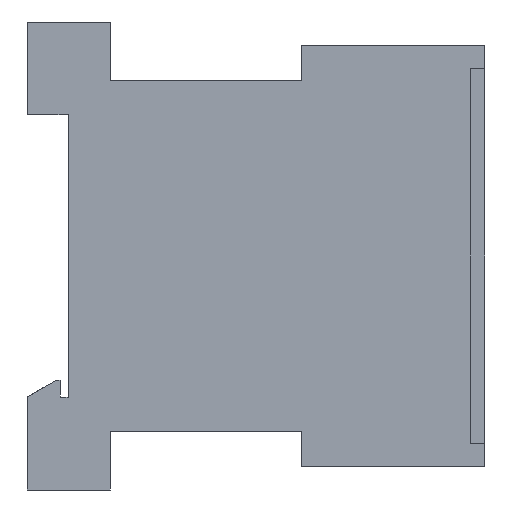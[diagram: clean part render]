
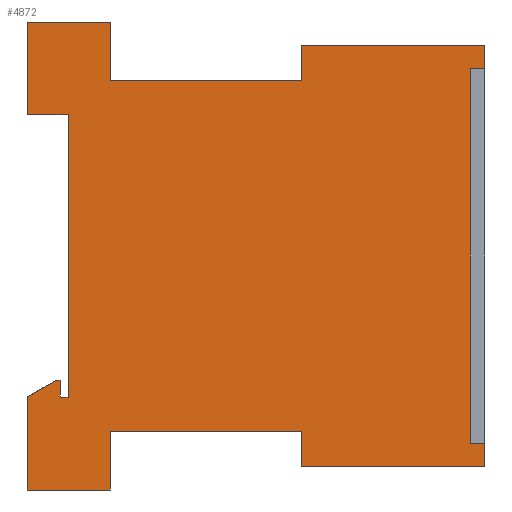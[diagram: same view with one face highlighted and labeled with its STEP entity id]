
A CAD part, left-side view. The second image highlights one B-rep face of the part: STEP entity #4872.
In plain terms, the highlighted planar face has unit normal (-1, 0, 0).
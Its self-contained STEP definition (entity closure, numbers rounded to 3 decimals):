
#3811=CARTESIAN_POINT('POINT15694',(-22.501,-56.7,
   -23.2));
#3812=VERTEX_POINT('VERTEX15694',#3811);
#3815=CARTESIAN_POINT('POINT15695',(-22.501,-56.7,
   -26.1));
#3816=VERTEX_POINT('VERTEX15695',#3815);
#3817=CARTESIAN_POINT('POS28657',(-22.501,-56.7,
   -29.));
#3818=DIRECTION('DIR37961',(0.,0.,1.));
#3819=VECTOR('VEC19353',#3818,25.4);
#3820=LINE('STRAIGHT19353',#3817,#3819);
#3821=EDGE_CURVE('EDGE23622',#3816,#3812,#3820,.T.);
#3831=CARTESIAN_POINT('POINT15696',(-22.501,-34.02,
   -26.1));
#3832=VERTEX_POINT('VERTEX15696',#3831);
#3833=CARTESIAN_POINT('POS28658',(-22.501,-51.03,
   -26.1));
#3834=DIRECTION('DIR37962',(0.,-1.,0.));
#3835=VECTOR('VEC19354',#3834,25.4);
#3836=LINE('STRAIGHT19354',#3833,#3835);
#3837=EDGE_CURVE('EDGE23624',#3832,#3816,#3836,.T.);
#3846=CARTESIAN_POINT('POINT15697',(-22.501,-34.02,
   -21.75));
#3847=VERTEX_POINT('VERTEX15697',#3846);
#3848=CARTESIAN_POINT('POS28659',(-22.501,-34.02,
   -32.626));
#3849=DIRECTION('DIR37963',(0.,0.,-1.));
#3850=VECTOR('VEC19355',#3849,25.4);
#3851=LINE('STRAIGHT19355',#3848,#3850);
#3852=EDGE_CURVE('EDGE23626',#3847,#3832,#3851,.T.);
#3904=CARTESIAN_POINT('POINT15699',(-22.501,
   -10.309,-21.75));
#3905=VERTEX_POINT('VERTEX15699',#3904);
#3906=CARTESIAN_POINT('POS28663',(-22.501,-39.433,
   -21.75));
#3907=DIRECTION('DIR37967',(0.,-1.,0.));
#3908=VECTOR('VEC19359',#3907,25.4);
#3909=LINE('STRAIGHT19359',#3906,#3908);
#3910=EDGE_CURVE('EDGE23635',#3905,#3847,#3909,.T.);
#3984=CARTESIAN_POINT('POINT15701',(-22.501,
   -10.309,-29.));
#3985=VERTEX_POINT('VERTEX15701',#3984);
#3986=CARTESIAN_POINT('POS28666',(-22.501,-10.309,
   -32.626));
#3987=DIRECTION('DIR37971',(0.,0.,1.));
#3988=VECTOR('VEC19361',#3987,25.4);
#3989=LINE('STRAIGHT19361',#3986,#3988);
#3990=EDGE_CURVE('EDGE23639',#3985,#3905,#3989,.T.);
#4015=CARTESIAN_POINT('POINT15702',(-22.501,0.
   ,-29.));
#4016=VERTEX_POINT('VERTEX15702',#4015);
#4017=CARTESIAN_POINT('POS28670',(-22.501,0.,
   -29.));
#4018=DIRECTION('DIR37976',(0.,-1.,0.));
#4019=VECTOR('VEC19364',#4018,25.4);
#4020=LINE('STRAIGHT19364',#4017,#4019);
#4021=EDGE_CURVE('EDGE23642',#4016,#3985,#4020,.T.);
#4041=CARTESIAN_POINT('POINT15703',(-22.501,0.
   ,-17.464));
#4042=VERTEX_POINT('VERTEX15703',#4041);
#4043=CARTESIAN_POINT('POS28672',(-22.501,0.,
   -29.));
#4044=DIRECTION('DIR37979',(0.,0.,1.));
#4045=VECTOR('VEC19365',#4044,25.4);
#4046=LINE('STRAIGHT19365',#4043,#4045);
#4047=EDGE_CURVE('EDGE23644',#4016,#4042,#4046,.T.);
#4058=CARTESIAN_POINT('POINT15704',(-22.501,-3.594,
   -15.389));
#4059=VERTEX_POINT('VERTEX15704',#4058);
#4060=CARTESIAN_POINT('POS28673',(-22.501,-14.424,
   -9.137));
#4061=DIRECTION('DIR37980',(0.,0.866,
   -0.5));
#4062=VECTOR('VEC19366',#4061,25.4);
#4063=LINE('STRAIGHT19366',#4060,#4062);
#4064=EDGE_CURVE('EDGE23646',#4059,#4042,#4063,.T.);
#4090=CARTESIAN_POINT('POINT15706',(-22.501,-4.089,
   -15.389));
#4091=VERTEX_POINT('VERTEX15706',#4090);
#4092=CARTESIAN_POINT('POS28677',(-22.501,-29.62,
   -15.389));
#4093=DIRECTION('DIR37985',(0.,1.,0.));
#4094=VECTOR('VEC19369',#4093,25.4);
#4095=LINE('STRAIGHT19369',#4092,#4094);
#4096=EDGE_CURVE('EDGE23649',#4091,#4059,#4095,.T.);
#4121=CARTESIAN_POINT('POINT15708',(-22.501,-4.089,
   -17.488));
#4122=VERTEX_POINT('VERTEX15708',#4121);
#4123=CARTESIAN_POINT('POS28681',(-22.501,-4.089,
   -14.5));
#4124=DIRECTION('DIR37990',(0.,0.,1.));
#4125=VECTOR('VEC19372',#4124,25.4);
#4126=LINE('STRAIGHT19372',#4123,#4125);
#4127=EDGE_CURVE('EDGE23652',#4122,#4091,#4126,.T.);
#4160=CARTESIAN_POINT('POINT15711',(-22.501,-5.08,
   -17.488));
#4161=VERTEX_POINT('VERTEX15711',#4160);
#4162=CARTESIAN_POINT('POS28686',(-22.501,-30.643,
   -17.488));
#4163=DIRECTION('DIR37996',(0.,1.,0.));
#4164=VECTOR('VEC19376',#4163,25.4);
#4165=LINE('STRAIGHT19376',#4162,#4164);
#4166=EDGE_CURVE('EDGE23656',#4161,#4122,#4165,.T.);
#4183=CARTESIAN_POINT('POINT15712',(-22.501,-34.02,
   21.75));
#4184=VERTEX_POINT('VERTEX15712',#4183);
#4187=CARTESIAN_POINT('POINT15713',(-22.501,-34.02,
   26.1));
#4188=VERTEX_POINT('VERTEX15713',#4187);
#4189=CARTESIAN_POINT('POS28689',(-22.501,-34.02,
   3.625));
#4190=DIRECTION('DIR38000',(0.,0.,-1.));
#4191=VECTOR('VEC19378',#4190,25.4);
#4192=LINE('STRAIGHT19378',#4189,#4191);
#4193=EDGE_CURVE('EDGE23659',#4188,#4184,#4192,.T.);
#4202=CARTESIAN_POINT('POINT15714',(-22.501,-56.7,
   26.1));
#4203=VERTEX_POINT('VERTEX15714',#4202);
#4204=CARTESIAN_POINT('POS28690',(-22.501,-51.03,
   26.1));
#4205=DIRECTION('DIR38001',(0.,1.,0.));
#4206=VECTOR('VEC19379',#4205,25.4);
#4207=LINE('STRAIGHT19379',#4204,#4206);
#4208=EDGE_CURVE('EDGE23661',#4203,#4188,#4207,.T.);
#4215=CARTESIAN_POINT('POINT15715',(-22.501,-56.7,
   23.2));
#4216=VERTEX_POINT('VERTEX15715',#4215);
#4221=EDGE_CURVE('EDGE23664',#4216,#4203,#3820,.T.);
#4226=CARTESIAN_POINT('POINT15716',(-22.501,-54.922,
   23.2));
#4227=VERTEX_POINT('VERTEX15716',#4226);
#4228=CARTESIAN_POINT('POS28691',(-22.501,-56.256,
   23.2));
#4229=DIRECTION('DIR38002',(0.,-1.,0.));
#4230=VECTOR('VEC19380',#4229,25.4);
#4231=LINE('STRAIGHT19380',#4228,#4230);
#4232=EDGE_CURVE('EDGE23665',#4227,#4216,#4231,.T.);
#4293=CARTESIAN_POINT('POINT15717',(-22.501,-54.922,
   -23.2));
#4294=VERTEX_POINT('VERTEX15717',#4293);
#4295=CARTESIAN_POINT('POS28694',(-22.501,-54.922,
   -14.5));
#4296=DIRECTION('DIR38005',(0.,0.,1.));
#4297=VECTOR('VEC19383',#4296,25.4);
#4298=LINE('STRAIGHT19383',#4295,#4297);
#4299=EDGE_CURVE('EDGE23673',#4294,#4227,#4298,.T.);
#4323=CARTESIAN_POINT('POS28696',(-22.501,-56.256,
   -23.2));
#4324=DIRECTION('DIR38008',(0.,1.,0.));
#4325=VECTOR('VEC19384',#4324,25.4);
#4326=LINE('STRAIGHT19384',#4323,#4325);
#4327=EDGE_CURVE('EDGE23675',#3812,#4294,#4326,.T.);
#4342=CARTESIAN_POINT('POINT15719',(-22.501,-5.08,
   17.488));
#4343=VERTEX_POINT('VERTEX15719',#4342);
#4344=CARTESIAN_POINT('POS28698',(-22.501,-5.08,
   -14.5));
#4345=DIRECTION('DIR38010',(0.,0.,-1.));
#4346=VECTOR('VEC19386',#4345,25.4);
#4347=LINE('STRAIGHT19386',#4344,#4346);
#4348=EDGE_CURVE('EDGE23677',#4343,#4161,#4347,.T.);
#4622=CARTESIAN_POINT('POINT15738',(-22.501,
   -10.309,21.75));
#4623=VERTEX_POINT('VERTEX15738',#4622);
#4626=CARTESIAN_POINT('POS28730',(-22.501,-39.433,
   21.75));
#4627=DIRECTION('DIR38050',(0.,1.,0.));
#4628=VECTOR('VEC19410',#4627,25.4);
#4629=LINE('STRAIGHT19410',#4626,#4628);
#4630=EDGE_CURVE('EDGE23707',#4184,#4623,#4629,.T.);
#4801=CARTESIAN_POINT('POINT15744',(-22.501,0.
   ,29.));
#4802=VERTEX_POINT('VERTEX15744',#4801);
#4805=CARTESIAN_POINT('POINT15745',(-22.501,
   -10.309,29.));
#4806=VERTEX_POINT('VERTEX15745',#4805);
#4807=CARTESIAN_POINT('POS28742',(-22.501,0.,
   29.));
#4808=DIRECTION('DIR38066',(0.,1.,0.));
#4809=VECTOR('VEC19418',#4808,25.4);
#4810=LINE('STRAIGHT19418',#4807,#4809);
#4811=EDGE_CURVE('EDGE23719',#4806,#4802,#4810,.T.);
#4829=ORIENTED_EDGE('COEDGE47400',*,*,#4327,.T.);
#4830=ORIENTED_EDGE('COEDGE47401',*,*,#4299,.T.);
#4831=ORIENTED_EDGE('COEDGE47402',*,*,#4232,.T.);
#4832=ORIENTED_EDGE('COEDGE47403',*,*,#4221,.T.);
#4833=ORIENTED_EDGE('COEDGE47404',*,*,#4208,.T.);
#4834=ORIENTED_EDGE('COEDGE47405',*,*,#4193,.T.);
#4835=ORIENTED_EDGE('COEDGE47406',*,*,#4630,.T.);
#4836=CARTESIAN_POINT('POS28745',(-22.501,-10.309,
   3.625));
#4837=DIRECTION('DIR38070',(0.,0.,1.));
#4838=VECTOR('VEC19420',#4837,25.4);
#4839=LINE('STRAIGHT19420',#4836,#4838);
#4840=EDGE_CURVE('EDGE23721',#4623,#4806,#4839,.T.);
#4841=ORIENTED_EDGE('COEDGE47407',*,*,#4840,.T.);
#4842=ORIENTED_EDGE('COEDGE47408',*,*,#4811,.T.);
#4843=CARTESIAN_POINT('POINT15746',(-22.501,0.,17.488
   ));
#4844=VERTEX_POINT('VERTEX15746',#4843);
#4845=EDGE_CURVE('EDGE23722',#4844,#4802,#4046,.T.);
#4846=ORIENTED_EDGE('COEDGE47409',*,*,#4845,.F.);
#4847=CARTESIAN_POINT('POS28746',(-22.501,-30.643,
   17.488));
#4848=DIRECTION('DIR38071',(0.,-1.,0.));
#4849=VECTOR('VEC19421',#4848,25.4);
#4850=LINE('STRAIGHT19421',#4847,#4849);
#4851=EDGE_CURVE('EDGE23723',#4844,#4343,#4850,.T.);
#4852=ORIENTED_EDGE('COEDGE47410',*,*,#4851,.T.);
#4853=ORIENTED_EDGE('COEDGE47411',*,*,#4348,.T.);
#4854=ORIENTED_EDGE('COEDGE47412',*,*,#4166,.T.);
#4855=ORIENTED_EDGE('COEDGE47413',*,*,#4127,.T.);
#4856=ORIENTED_EDGE('COEDGE47414',*,*,#4096,.T.);
#4857=ORIENTED_EDGE('COEDGE47415',*,*,#4064,.T.);
#4858=ORIENTED_EDGE('COEDGE47416',*,*,#4047,.F.);
#4859=ORIENTED_EDGE('COEDGE47417',*,*,#4021,.T.);
#4860=ORIENTED_EDGE('COEDGE47418',*,*,#3990,.T.);
#4861=ORIENTED_EDGE('COEDGE47419',*,*,#3910,.T.);
#4862=ORIENTED_EDGE('COEDGE47420',*,*,#3852,.T.);
#4863=ORIENTED_EDGE('COEDGE47421',*,*,#3837,.T.);
#4864=ORIENTED_EDGE('COEDGE47422',*,*,#3821,.T.);
#4865=EDGE_LOOP('NONE',(#4829,#4830,#4831,#4832,#4833,#4834,#4835,#4841,
   #4842,#4846,#4852,#4853,#4854,#4855,#4856,#4857,#4858,#4859,#4860,
   #4861,#4862,#4863,#4864));
#4866=FACE_BOUND('LOOP1',#4865,.T.);
#4867=CARTESIAN_POINT('POS28747',(-22.501,-56.7,
   -29.));
#4868=DIRECTION('DIR38072',(-1.,0.,0.));
#4869=DIRECTION('DIR38073',(0.,1.,0.));
#4870=AXIS2_PLACEMENT_3D('AXIS9326',#4867,#4868,#4869);
#4871=PLANE('PLANE6479',#4870);
#4872=ADVANCED_FACE('FACE8806',(#4866),#4871,.T.);
